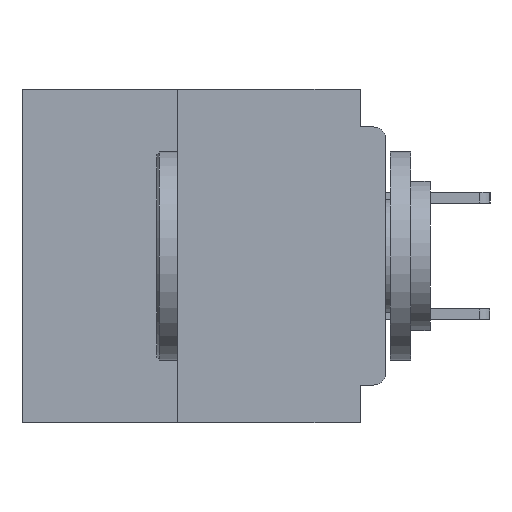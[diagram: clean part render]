
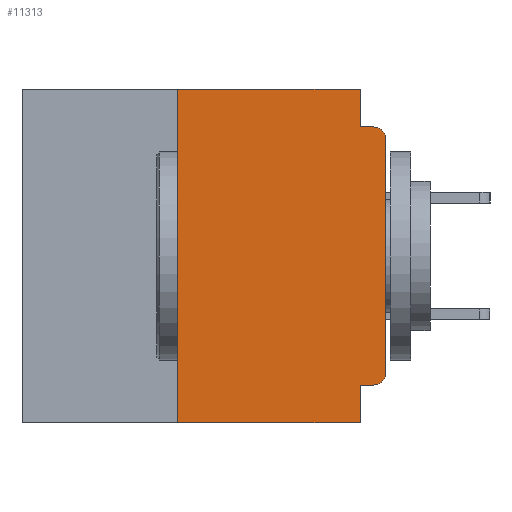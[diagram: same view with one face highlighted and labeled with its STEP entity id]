
A CAD part, left-side view. The second image highlights one B-rep face of the part: STEP entity #11313.
In plain terms, the highlighted planar face has unit normal (-1, 0, 0).
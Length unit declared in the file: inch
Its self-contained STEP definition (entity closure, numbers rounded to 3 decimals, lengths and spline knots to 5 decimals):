
#459 = ORIENTED_EDGE ( 'NONE', *, *, #19802, .F. ) ;
#567 = LINE ( 'NONE', #23321, #19457 ) ;
#1279 = EDGE_CURVE ( 'NONE', #28104, #28058, #44128, .T. ) ;
#1366 = FACE_OUTER_BOUND ( 'NONE', #11170, .T. ) ;
#1690 = CIRCLE ( 'NONE', #4341, 0.015 ) ;
#1970 = ORIENTED_EDGE ( 'NONE', *, *, #28108, .F. ) ;
#2062 = CARTESIAN_POINT ( 'NONE',  ( 0., 0.25, -0.4 ) ) ;
#2365 = EDGE_CURVE ( 'NONE', #37848, #42339, #48080, .T. ) ;
#2552 = CARTESIAN_POINT ( 'NONE',  ( 0., 0., -0.06 ) ) ;
#3130 = VERTEX_POINT ( 'NONE', #44159 ) ;
#3413 = LINE ( 'NONE', #29185, #13473 ) ;
#4341 = AXIS2_PLACEMENT_3D ( 'NONE', #34675, #12135, #38434 ) ;
#6092 = LINE ( 'NONE', #21103, #22607 ) ;
#6590 = CARTESIAN_POINT ( 'NONE',  ( 0., 0.031, -0.355 ) ) ;
#7253 = VECTOR ( 'NONE', #22152, 39.37008 ) ;
#7364 = DIRECTION ( 'NONE',  ( 1., 0., 0. ) ) ;
#8555 = CARTESIAN_POINT ( 'NONE',  ( 0., 0.031, -0.4 ) ) ;
#9354 = CARTESIAN_POINT ( 'NONE',  ( 0., 0.015, -0.355 ) ) ;
#11170 = EDGE_LOOP ( 'NONE', ( #34807, #42499, #21979, #29928, #1970, #459, #17734, #26690, #32138, #23531 ) ) ;
#11313 = ADVANCED_FACE ( 'NONE', ( #1366 ), #22380, .F. ) ;
#12135 = DIRECTION ( 'NONE',  ( -1., 0., 0. ) ) ;
#12278 = LINE ( 'NONE', #40764, #39904 ) ;
#13215 = VECTOR ( 'NONE', #14392, 39.37008 ) ;
#13473 = VECTOR ( 'NONE', #44222, 39.37008 ) ;
#14392 = DIRECTION ( 'NONE',  ( 0., -1., 0. ) ) ;
#14604 = DIRECTION ( 'NONE',  ( 0., 1., 0. ) ) ;
#14794 = DIRECTION ( 'NONE',  ( 0., 0., -1. ) ) ;
#16438 = AXIS2_PLACEMENT_3D ( 'NONE', #41093, #7364, #33700 ) ;
#16863 = EDGE_CURVE ( 'NONE', #35058, #3130, #1690, .T. ) ;
#16904 = VERTEX_POINT ( 'NONE', #23675 ) ;
#17457 = DIRECTION ( 'NONE',  ( 0., -1., 0. ) ) ;
#17734 = ORIENTED_EDGE ( 'NONE', *, *, #38455, .T. ) ;
#17991 = DIRECTION ( 'NONE',  ( 0., 0., -1. ) ) ;
#18058 = DIRECTION ( 'NONE',  ( -1., 0., 0. ) ) ;
#18366 = CARTESIAN_POINT ( 'NONE',  ( 0., 0.25, -0.4 ) ) ;
#18660 = CARTESIAN_POINT ( 'NONE',  ( 0., 0.015, -0.06 ) ) ;
#19282 = VERTEX_POINT ( 'NONE', #22887 ) ;
#19457 = VECTOR ( 'NONE', #27126, 39.37008 ) ;
#19802 = EDGE_CURVE ( 'NONE', #35096, #44812, #28533, .T. ) ;
#21103 = CARTESIAN_POINT ( 'NONE',  ( 0., 0., -0.045 ) ) ;
#21471 = CARTESIAN_POINT ( 'NONE',  ( 0., 0.015, -0.045 ) ) ;
#21979 = ORIENTED_EDGE ( 'NONE', *, *, #44644, .F. ) ;
#22152 = DIRECTION ( 'NONE',  ( 0., 0., 1. ) ) ;
#22380 = PLANE ( 'NONE',  #16438 ) ;
#22607 = VECTOR ( 'NONE', #17457, 39.37008 ) ;
#22887 = CARTESIAN_POINT ( 'NONE',  ( 0., 0.031, -0.045 ) ) ;
#23039 = VECTOR ( 'NONE', #32640, 39.37008 ) ;
#23241 = LINE ( 'NONE', #25601, #13215 ) ;
#23321 = CARTESIAN_POINT ( 'NONE',  ( 0., 0., 0. ) ) ;
#23531 = ORIENTED_EDGE ( 'NONE', *, *, #16863, .T. ) ;
#23675 = CARTESIAN_POINT ( 'NONE',  ( 0., 0.031, 0. ) ) ;
#25347 = EDGE_CURVE ( 'NONE', #16904, #19282, #26659, .T. ) ;
#25601 = CARTESIAN_POINT ( 'NONE',  ( 0., 0.437, -0.4 ) ) ;
#26659 = LINE ( 'NONE', #41098, #27848 ) ;
#26690 = ORIENTED_EDGE ( 'NONE', *, *, #1279, .F. ) ;
#27126 = DIRECTION ( 'NONE',  ( 0., 0., 1. ) ) ;
#27848 = VECTOR ( 'NONE', #14794, 39.37008 ) ;
#28058 = VERTEX_POINT ( 'NONE', #36548 ) ;
#28104 = VERTEX_POINT ( 'NONE', #6590 ) ;
#28108 = EDGE_CURVE ( 'NONE', #44812, #16904, #3413, .T. ) ;
#28533 = LINE ( 'NONE', #18366, #7253 ) ;
#29185 = CARTESIAN_POINT ( 'NONE',  ( 0., 0.437, 0. ) ) ;
#29928 = ORIENTED_EDGE ( 'NONE', *, *, #25347, .F. ) ;
#32138 = ORIENTED_EDGE ( 'NONE', *, *, #41796, .F. ) ;
#32640 = DIRECTION ( 'NONE',  ( 0., 0., -1. ) ) ;
#33700 = DIRECTION ( 'NONE',  ( 0., 0., -1. ) ) ;
#34675 = CARTESIAN_POINT ( 'NONE',  ( 0., 0.015, -0.34 ) ) ;
#34807 = ORIENTED_EDGE ( 'NONE', *, *, #40681, .T. ) ;
#35058 = VERTEX_POINT ( 'NONE', #9354 ) ;
#35096 = VERTEX_POINT ( 'NONE', #2062 ) ;
#36548 = CARTESIAN_POINT ( 'NONE',  ( 0., 0.031, -0.4 ) ) ;
#37848 = VERTEX_POINT ( 'NONE', #2552 ) ;
#38434 = DIRECTION ( 'NONE',  ( 0., 0., -1. ) ) ;
#38455 = EDGE_CURVE ( 'NONE', #35096, #28058, #23241, .T. ) ;
#39904 = VECTOR ( 'NONE', #14604, 39.37008 ) ;
#40681 = EDGE_CURVE ( 'NONE', #3130, #37848, #567, .T. ) ;
#40764 = CARTESIAN_POINT ( 'NONE',  ( 0., 0., -0.355 ) ) ;
#41093 = CARTESIAN_POINT ( 'NONE',  ( 0., 0.437, 0. ) ) ;
#41098 = CARTESIAN_POINT ( 'NONE',  ( 0., 0.031, 0. ) ) ;
#41796 = EDGE_CURVE ( 'NONE', #35058, #28104, #12278, .T. ) ;
#42339 = VERTEX_POINT ( 'NONE', #21471 ) ;
#42499 = ORIENTED_EDGE ( 'NONE', *, *, #2365, .T. ) ;
#44128 = LINE ( 'NONE', #8555, #23039 ) ;
#44159 = CARTESIAN_POINT ( 'NONE',  ( 0., 0., -0.34 ) ) ;
#44222 = DIRECTION ( 'NONE',  ( 0., -1., 0. ) ) ;
#44644 = EDGE_CURVE ( 'NONE', #19282, #42339, #6092, .T. ) ;
#44812 = VERTEX_POINT ( 'NONE', #48428 ) ;
#47900 = AXIS2_PLACEMENT_3D ( 'NONE', #18660, #18058, #17991 ) ;
#48080 = CIRCLE ( 'NONE', #47900, 0.015 ) ;
#48428 = CARTESIAN_POINT ( 'NONE',  ( 0., 0.25, 0. ) ) ;
